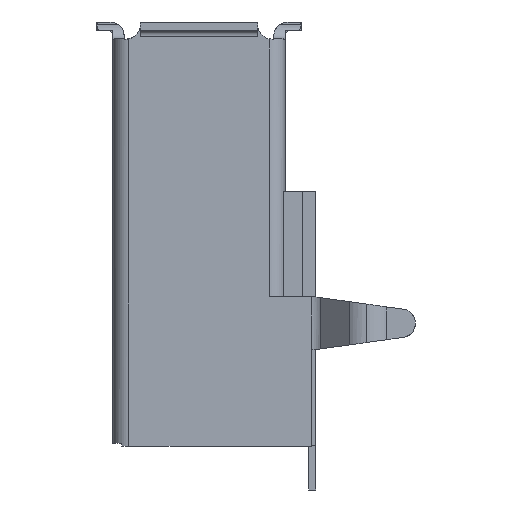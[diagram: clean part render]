
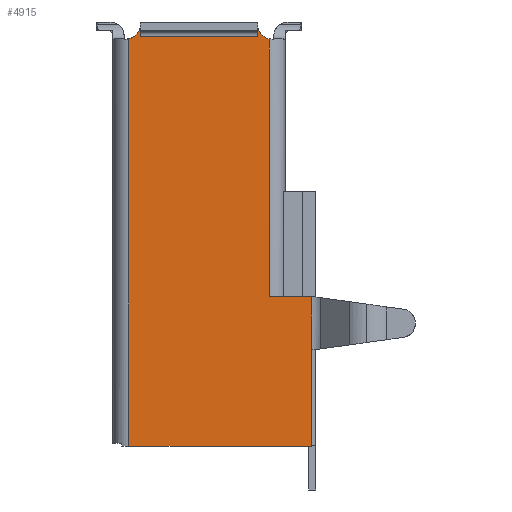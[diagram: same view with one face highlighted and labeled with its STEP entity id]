
A CAD part, left-side view. The second image highlights one B-rep face of the part: STEP entity #4915.
In plain terms, the highlighted planar face has unit normal (-1, 0, 0).
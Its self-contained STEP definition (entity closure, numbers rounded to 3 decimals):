
#3106 = VERTEX_POINT('',#3107);
#3107 = CARTESIAN_POINT('',(-6.55,5.9,-14.5));
#3114 = EDGE_CURVE('',#3115,#3106,#3117,.T.);
#3115 = VERTEX_POINT('',#3116);
#3116 = CARTESIAN_POINT('',(-6.55,5.9,-0.573));
#3117 = LINE('',#3118,#3119);
#3118 = CARTESIAN_POINT('',(-6.55,5.9,0.4));
#3119 = VECTOR('',#3120,1.);
#3120 = DIRECTION('',(0.,0.,-1.));
#3262 = VERTEX_POINT('',#3263);
#3263 = CARTESIAN_POINT('',(-6.55,1.105,-0.58));
#3269 = EDGE_CURVE('',#3270,#3262,#3272,.T.);
#3270 = VERTEX_POINT('',#3271);
#3271 = CARTESIAN_POINT('',(-6.55,1.1,-0.58));
#3272 = LINE('',#3273,#3274);
#3273 = CARTESIAN_POINT('',(-6.55,1.159,-0.58));
#3274 = VECTOR('',#3275,1.);
#3275 = DIRECTION('',(0.,1.,0.));
#3309 = VERTEX_POINT('',#3310);
#3310 = CARTESIAN_POINT('',(-6.55,1.105,-0.572));
#3316 = EDGE_CURVE('',#3262,#3309,#3317,.T.);
#3317 = LINE('',#3318,#3319);
#3318 = CARTESIAN_POINT('',(-6.55,1.105,0.305));
#3319 = VECTOR('',#3320,1.);
#3320 = DIRECTION('',(0.,0.,1.));
#4104 = EDGE_CURVE('',#4105,#4107,#4109,.T.);
#4105 = VERTEX_POINT('',#4106);
#4106 = CARTESIAN_POINT('',(-6.55,1.489,-0.489));
#4107 = VERTEX_POINT('',#4108);
#4108 = CARTESIAN_POINT('',(-6.55,5.511,-0.489));
#4109 = LINE('',#4110,#4111);
#4110 = CARTESIAN_POINT('',(-6.55,0.,-0.489)
  );
#4111 = VECTOR('',#4112,1.);
#4112 = DIRECTION('',(0.,1.,0.));
#4897 = EDGE_CURVE('',#4898,#4105,#4900,.T.);
#4898 = VERTEX_POINT('',#4899);
#4899 = CARTESIAN_POINT('',(-6.55,1.489,-0.17));
#4900 = LINE('',#4901,#4902);
#4901 = CARTESIAN_POINT('',(-6.55,1.489,0.4));
#4902 = VECTOR('',#4903,1.);
#4903 = DIRECTION('',(0.,0.,-1.));
#4915 = ADVANCED_FACE('',(#4916),#4991,.T.);
#4916 = FACE_BOUND('',#4917,.T.);
#4917 = EDGE_LOOP('',(#4918,#4919,#4926,#4927,#4928,#4936,#4943,#4944,
    #4952,#4960,#4968,#4976,#4984,#4990));
#4918 = ORIENTED_EDGE('',*,*,#3316,.T.);
#4919 = ORIENTED_EDGE('',*,*,#4920,.F.);
#4920 = EDGE_CURVE('',#4898,#3309,#4921,.T.);
#4921 = CIRCLE('',#4922,0.499);
#4922 = AXIS2_PLACEMENT_3D('',#4923,#4924,#4925);
#4923 = CARTESIAN_POINT('',(-6.55,0.997,-0.085));
#4924 = DIRECTION('',(-1.,0.,0.));
#4925 = DIRECTION('',(0.,0.,-1.));
#4926 = ORIENTED_EDGE('',*,*,#4897,.T.);
#4927 = ORIENTED_EDGE('',*,*,#4104,.T.);
#4928 = ORIENTED_EDGE('',*,*,#4929,.F.);
#4929 = EDGE_CURVE('',#4930,#4107,#4932,.T.);
#4930 = VERTEX_POINT('',#4931);
#4931 = CARTESIAN_POINT('',(-6.55,5.511,-0.17));
#4932 = LINE('',#4933,#4934);
#4933 = CARTESIAN_POINT('',(-6.55,5.511,0.4));
#4934 = VECTOR('',#4935,1.);
#4935 = DIRECTION('',(0.,0.,-1.));
#4936 = ORIENTED_EDGE('',*,*,#4937,.F.);
#4937 = EDGE_CURVE('',#3115,#4930,#4938,.T.);
#4938 = CIRCLE('',#4939,0.499);
#4939 = AXIS2_PLACEMENT_3D('',#4940,#4941,#4942);
#4940 = CARTESIAN_POINT('',(-6.55,6.003,-0.085));
#4941 = DIRECTION('',(-1.,0.,0.));
#4942 = DIRECTION('',(0.,0.,-1.));
#4943 = ORIENTED_EDGE('',*,*,#3114,.T.);
#4944 = ORIENTED_EDGE('',*,*,#4945,.F.);
#4945 = EDGE_CURVE('',#4946,#3106,#4948,.T.);
#4946 = VERTEX_POINT('',#4947);
#4947 = CARTESIAN_POINT('',(-6.55,-0.355,-14.5));
#4948 = LINE('',#4949,#4950);
#4949 = CARTESIAN_POINT('',(-6.55,3.817,-14.5));
#4950 = VECTOR('',#4951,1.);
#4951 = DIRECTION('',(0.,1.,0.));
#4952 = ORIENTED_EDGE('',*,*,#4953,.F.);
#4953 = EDGE_CURVE('',#4954,#4946,#4956,.T.);
#4954 = VERTEX_POINT('',#4955);
#4955 = CARTESIAN_POINT('',(-6.55,-0.355,-11.218));
#4956 = LINE('',#4957,#4958);
#4957 = CARTESIAN_POINT('',(-6.55,-0.355,-7.05));
#4958 = VECTOR('',#4959,1.);
#4959 = DIRECTION('',(0.,0.,-1.));
#4960 = ORIENTED_EDGE('',*,*,#4961,.F.);
#4961 = EDGE_CURVE('',#4962,#4954,#4964,.T.);
#4962 = VERTEX_POINT('',#4963);
#4963 = CARTESIAN_POINT('',(-6.55,-0.36,-11.217));
#4964 = LINE('',#4965,#4966);
#4965 = CARTESIAN_POINT('',(-6.55,-0.245,-11.233));
#4966 = VECTOR('',#4967,1.);
#4967 = DIRECTION('',(0.,0.99,-0.138
    ));
#4968 = ORIENTED_EDGE('',*,*,#4969,.F.);
#4969 = EDGE_CURVE('',#4970,#4962,#4972,.T.);
#4970 = VERTEX_POINT('',#4971);
#4971 = CARTESIAN_POINT('',(-6.55,-0.36,-9.4));
#4972 = LINE('',#4973,#4974);
#4973 = CARTESIAN_POINT('',(-6.55,-0.36,0.4));
#4974 = VECTOR('',#4975,1.);
#4975 = DIRECTION('',(0.,0.,-1.));
#4976 = ORIENTED_EDGE('',*,*,#4977,.T.);
#4977 = EDGE_CURVE('',#4970,#4978,#4980,.T.);
#4978 = VERTEX_POINT('',#4979);
#4979 = CARTESIAN_POINT('',(-6.55,1.1,-9.4));
#4980 = LINE('',#4981,#4982);
#4981 = CARTESIAN_POINT('',(-6.55,0.685,-9.4));
#4982 = VECTOR('',#4983,1.);
#4983 = DIRECTION('',(0.,1.,0.));
#4984 = ORIENTED_EDGE('',*,*,#4985,.T.);
#4985 = EDGE_CURVE('',#4978,#3270,#4986,.T.);
#4986 = LINE('',#4987,#4988);
#4987 = CARTESIAN_POINT('',(-6.55,1.1,-4.7));
#4988 = VECTOR('',#4989,1.);
#4989 = DIRECTION('',(0.,0.,1.));
#4990 = ORIENTED_EDGE('',*,*,#3269,.T.);
#4991 = PLANE('',#4992);
#4992 = AXIS2_PLACEMENT_3D('',#4993,#4994,#4995);
#4993 = CARTESIAN_POINT('',(-6.55,1.489,0.4));
#4994 = DIRECTION('',(-1.,0.,0.));
#4995 = DIRECTION('',(0.,0.,1.));
